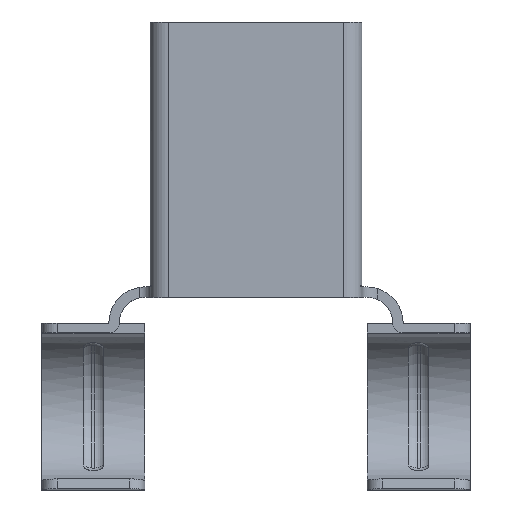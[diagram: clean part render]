
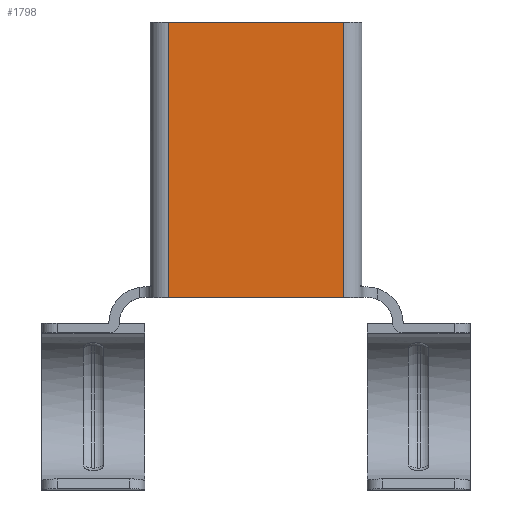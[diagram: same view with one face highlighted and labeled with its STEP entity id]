
A CAD part, top view. The second image highlights one B-rep face of the part: STEP entity #1798.
In plain terms, the highlighted planar face has unit normal (0, 0, 1).
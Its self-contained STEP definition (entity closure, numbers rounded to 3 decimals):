
#195=FACE_OUTER_BOUND('',#293,.T.);
#293=EDGE_LOOP('',(#1536,#1537,#1538,#1539));
#451=LINE('',#2835,#575);
#458=LINE('',#2873,#582);
#498=LINE('',#3884,#622);
#514=LINE('',#3935,#638);
#575=VECTOR('',#2178,53.3);
#582=VECTOR('',#2205,34.);
#622=VECTOR('',#2383,53.3);
#638=VECTOR('',#2433,34.);
#725=VERTEX_POINT('',#2832);
#726=VERTEX_POINT('',#2834);
#735=VERTEX_POINT('',#2872);
#789=VERTEX_POINT('',#3883);
#912=EDGE_CURVE('',#725,#726,#451,.T.);
#928=EDGE_CURVE('',#726,#735,#458,.T.);
#1019=EDGE_CURVE('',#735,#789,#498,.T.);
#1043=EDGE_CURVE('',#789,#725,#514,.T.);
#1536=ORIENTED_EDGE('',*,*,#912,.F.);
#1537=ORIENTED_EDGE('',*,*,#1043,.F.);
#1538=ORIENTED_EDGE('',*,*,#1019,.F.);
#1539=ORIENTED_EDGE('',*,*,#928,.F.);
#1619=PLANE('',#1990);
#1798=ADVANCED_FACE('',(#195),#1619,.T.);
#1990=AXIS2_PLACEMENT_3D('',#3957,#2455,#2456);
#2178=DIRECTION('',(0.,-1.,0.));
#2205=DIRECTION('',(-1.,0.,0.));
#2383=DIRECTION('',(0.,1.,0.));
#2433=DIRECTION('',(1.,0.,0.));
#2455=DIRECTION('center_axis',(0.,0.,1.));
#2456=DIRECTION('ref_axis',(1.,0.,0.));
#2832=CARTESIAN_POINT('',(17.,51.3,0.));
#2834=CARTESIAN_POINT('',(17.,-2.,0.));
#2835=CARTESIAN_POINT('',(17.,51.3,0.));
#2872=CARTESIAN_POINT('',(-17.,-2.,0.));
#2873=CARTESIAN_POINT('',(17.,-2.,0.));
#3883=CARTESIAN_POINT('',(-17.,51.3,0.));
#3884=CARTESIAN_POINT('',(-17.,-2.,0.));
#3935=CARTESIAN_POINT('',(-17.,51.3,0.));
#3957=CARTESIAN_POINT('Origin',(-17.,0.,0.));
